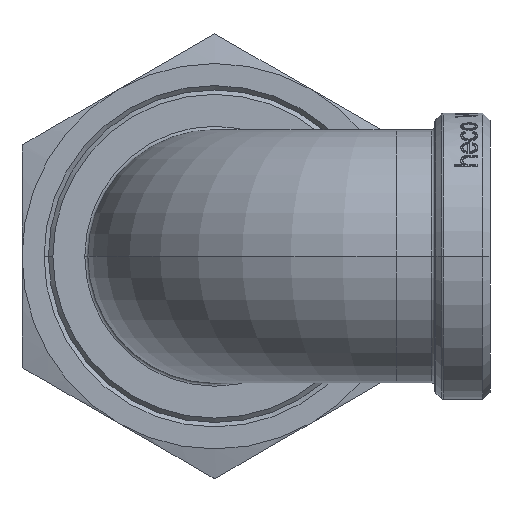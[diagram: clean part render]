
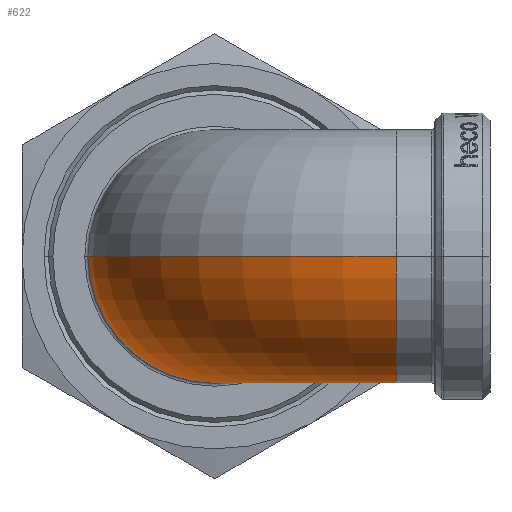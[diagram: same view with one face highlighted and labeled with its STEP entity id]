
A CAD part, left-side view. The second image highlights one B-rep face of the part: STEP entity #622.
In plain terms, the highlighted toroidal (fillet/blend) face has major radius 16.5 mm and minor radius 11.5 mm.
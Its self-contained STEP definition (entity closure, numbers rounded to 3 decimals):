
#33 = DIRECTION ( 'NONE',  ( -1., 0., 0. ) ) ;
#62 = CARTESIAN_POINT ( 'NONE',  ( 16.5, 36.5, 0. ) ) ;
#66 = VERTEX_POINT ( 'NONE', #4504 ) ;
#89 = EDGE_CURVE ( 'NONE', #20918, #6313, #6533, .T. ) ;
#622 = ADVANCED_FACE ( 'NONE', ( #3155 ), #16567, .T. ) ;
#1218 = VERTEX_POINT ( 'NONE', #17122 ) ;
#1312 = CARTESIAN_POINT ( 'NONE',  ( 0., 8.5, 0. ) ) ;
#2017 = CIRCLE ( 'NONE', #6832, 11.5 ) ;
#2360 = CARTESIAN_POINT ( 'NONE',  ( 16.5, 25., 0. ) ) ;
#3155 = FACE_OUTER_BOUND ( 'NONE', #5480, .T. ) ;
#3161 = ORIENTED_EDGE ( 'NONE', *, *, #89, .F. ) ;
#3353 = CARTESIAN_POINT ( 'NONE',  ( -11.5, 8.5, 0. ) ) ;
#4099 = DIRECTION ( 'NONE',  ( 1., 0., 0. ) ) ;
#4288 = CARTESIAN_POINT ( 'NONE',  ( 11.5, 8.5, 0. ) ) ;
#4504 = CARTESIAN_POINT ( 'NONE',  ( 16.5, 13.5, 0. ) ) ;
#4760 = EDGE_CURVE ( 'NONE', #20918, #18147, #13837, .T. ) ;
#4897 = DIRECTION ( 'NONE',  ( 0., 0., -1. ) ) ;
#5480 = EDGE_LOOP ( 'NONE', ( #3161, #15063, #12422, #16059, #16011 ) ) ;
#5621 = AXIS2_PLACEMENT_3D ( 'NONE', #18015, #16329, #9590 ) ;
#5819 = AXIS2_PLACEMENT_3D ( 'NONE', #2360, #4099, #18941 ) ;
#5846 = EDGE_CURVE ( 'NONE', #66, #1218, #20518, .T. ) ;
#6313 = VERTEX_POINT ( 'NONE', #4288 ) ;
#6533 = CIRCLE ( 'NONE', #10305, 11.5 ) ;
#6608 = DIRECTION ( 'NONE',  ( 0., 0., -1. ) ) ;
#6832 = AXIS2_PLACEMENT_3D ( 'NONE', #12131, #7238, #7311 ) ;
#7238 = DIRECTION ( 'NONE',  ( 1., 0., 0. ) ) ;
#7311 = DIRECTION ( 'NONE',  ( 0., 1., 0. ) ) ;
#7770 = DIRECTION ( 'NONE',  ( -1., 0., 0. ) ) ;
#9590 = DIRECTION ( 'NONE',  ( -1., 0., 0. ) ) ;
#9852 = CARTESIAN_POINT ( 'NONE',  ( 16.5, 8.5, 0. ) ) ;
#9882 = CARTESIAN_POINT ( 'NONE',  ( 16.5, 8.5, 0. ) ) ;
#10305 = AXIS2_PLACEMENT_3D ( 'NONE', #1312, #17548, #7770 ) ;
#11541 = DIRECTION ( 'NONE',  ( 0., 1., 0. ) ) ;
#12131 = CARTESIAN_POINT ( 'NONE',  ( 16.5, 25., 0. ) ) ;
#12422 = ORIENTED_EDGE ( 'NONE', *, *, #19950, .F. ) ;
#13837 = CIRCLE ( 'NONE', #16690, 28. ) ;
#15063 = ORIENTED_EDGE ( 'NONE', *, *, #4760, .T. ) ;
#15410 = CIRCLE ( 'NONE', #5621, 5. ) ;
#16011 = ORIENTED_EDGE ( 'NONE', *, *, #21051, .F. ) ;
#16059 = ORIENTED_EDGE ( 'NONE', *, *, #5846, .F. ) ;
#16329 = DIRECTION ( 'NONE',  ( 0., 0., -1. ) ) ;
#16567 = TOROIDAL_SURFACE ( 'NONE', #18845, 16.5, 11.5 ) ;
#16690 = AXIS2_PLACEMENT_3D ( 'NONE', #9852, #6608, #33 ) ;
#17122 = CARTESIAN_POINT ( 'NONE',  ( 16.5, 25., -11.5 ) ) ;
#17548 = DIRECTION ( 'NONE',  ( 0., -1., 0. ) ) ;
#18015 = CARTESIAN_POINT ( 'NONE',  ( 16.5, 8.5, 0. ) ) ;
#18147 = VERTEX_POINT ( 'NONE', #62 ) ;
#18845 = AXIS2_PLACEMENT_3D ( 'NONE', #9882, #4897, #11541 ) ;
#18941 = DIRECTION ( 'NONE',  ( 0., 1., 0. ) ) ;
#19950 = EDGE_CURVE ( 'NONE', #1218, #18147, #2017, .T. ) ;
#20518 = CIRCLE ( 'NONE', #5819, 11.5 ) ;
#20918 = VERTEX_POINT ( 'NONE', #3353 ) ;
#21051 = EDGE_CURVE ( 'NONE', #6313, #66, #15410, .T. ) ;
